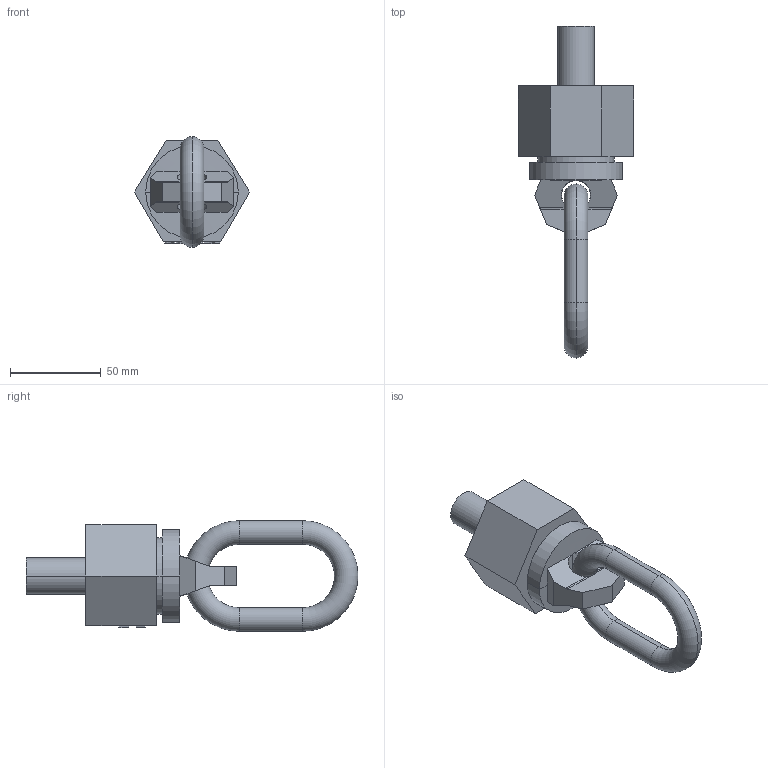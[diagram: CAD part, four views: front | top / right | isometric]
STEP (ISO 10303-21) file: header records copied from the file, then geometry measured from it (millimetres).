
FILE_DESCRIPTION((''),'2;1');
FILE_NAME('001-M31524-P-1','2015-01-09T',('Antonia.Strepp'),(''),'PRO/ENGINEER BY PARAMETRIC TECHNOLOGY CORPORATION, 2010140','PRO/ENGINEER BY PARAMETRIC TECHNOLOGY CORPORATION, 2010140','');
FILE_SCHEMA(('CONFIG_CONTROL_DESIGN'));
Length unit declared in the file: millimetre
Products named in the file (1): 001-M31524-P-1
Bounding box: 63.51 x 183.1 x 61 mm (x, y, z)
Volume: 178385.9 mm3; surface area: 30257.5 mm2
Topology: 2 solids, 2 shells, 337 faces, 938 edges, 620 vertices
Faces by surface type: plane 313, cylinder 14, cone 6, torus 4
Entity records: 10732 total; most frequent: CARTESIAN_POINT 2049, ORIENTED_EDGE 1876, DIRECTION 1622, EDGE_CURVE 938, VECTOR 888, LINE 888, VERTEX_POINT 620, AXIS2_PLACEMENT_3D 367
